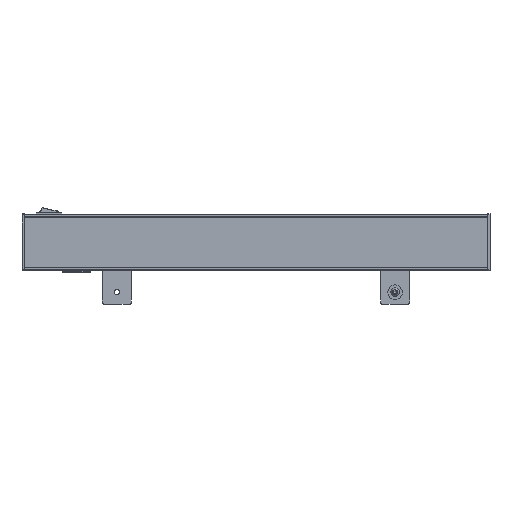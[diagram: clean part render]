
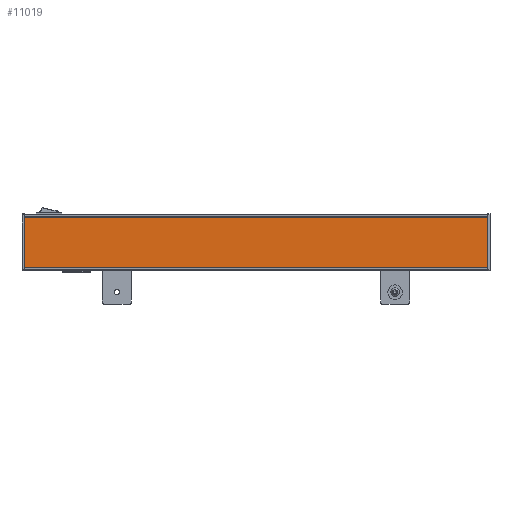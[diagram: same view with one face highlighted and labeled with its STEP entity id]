
A CAD part, front view. The second image highlights one B-rep face of the part: STEP entity #11019.
In plain terms, the highlighted planar face has unit normal (0, -1, 0).
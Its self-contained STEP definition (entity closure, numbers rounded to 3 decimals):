
#1791=FACE_OUTER_BOUND('',#2418,.T.);
#2418=EDGE_LOOP('',(#9945,#9946,#9947,#9948));
#3302=LINE('',#19594,#4187);
#3303=LINE('',#19596,#4188);
#3304=LINE('',#19598,#4189);
#3305=LINE('',#19599,#4190);
#4187=VECTOR('',#15657,575.5);
#4188=VECTOR('',#15658,66.);
#4189=VECTOR('',#15659,575.5);
#4190=VECTOR('',#15660,66.);
#5266=VERTEX_POINT('',#19592);
#5267=VERTEX_POINT('',#19593);
#5268=VERTEX_POINT('',#19595);
#5269=VERTEX_POINT('',#19597);
#6842=EDGE_CURVE('',#5266,#5267,#3302,.T.);
#6843=EDGE_CURVE('',#5267,#5268,#3303,.T.);
#6844=EDGE_CURVE('',#5268,#5269,#3304,.T.);
#6845=EDGE_CURVE('',#5269,#5266,#3305,.T.);
#9945=ORIENTED_EDGE('',*,*,#6842,.T.);
#9946=ORIENTED_EDGE('',*,*,#6843,.T.);
#9947=ORIENTED_EDGE('',*,*,#6844,.T.);
#9948=ORIENTED_EDGE('',*,*,#6845,.T.);
#10462=PLANE('',#12550);
#11019=ADVANCED_FACE('',(#1791),#10462,.T.);
#12550=AXIS2_PLACEMENT_3D('',#19591,#15655,#15656);
#15655=DIRECTION('center_axis',(0.,-1.,0.));
#15656=DIRECTION('ref_axis',(0.,0.,-1.));
#15657=DIRECTION('',(1.,0.,0.));
#15658=DIRECTION('',(0.,0.,1.));
#15659=DIRECTION('',(-1.,0.,0.));
#15660=DIRECTION('',(0.,0.,-1.));
#19591=CARTESIAN_POINT('Origin',(-5.255,1.3,3.755));
#19592=CARTESIAN_POINT('',(0.5,1.3,-68.));
#19593=CARTESIAN_POINT('',(576.,1.3,-68.));
#19594=CARTESIAN_POINT('',(0.5,1.3,-68.));
#19595=CARTESIAN_POINT('',(576.,1.3,-2.));
#19596=CARTESIAN_POINT('',(576.,1.3,-68.));
#19597=CARTESIAN_POINT('',(0.5,1.3,-2.));
#19598=CARTESIAN_POINT('',(576.,1.3,-2.));
#19599=CARTESIAN_POINT('',(0.5,1.3,-2.));
